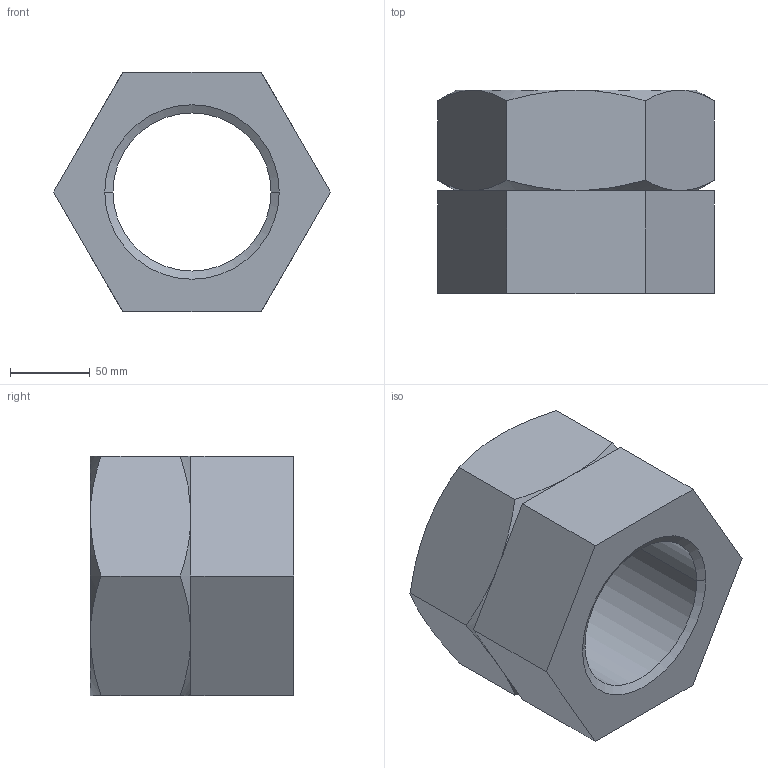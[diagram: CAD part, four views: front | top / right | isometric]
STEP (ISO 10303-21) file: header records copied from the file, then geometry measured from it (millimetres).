
FILE_DESCRIPTION((''),'2;1');
FILE_NAME('0RBSC105_____0','2019-10-29T14:10:21',('kim.bk'),(''),'CREO PARAMETRIC BY PTC INC, 2019010','CREO PARAMETRIC BY PTC INC, 2019010','');
FILE_SCHEMA(('CONFIG_CONTROL_DESIGN'));
Length unit declared in the file: millimetre
Products named in the file (1): 0RBSC105_____0
Bounding box: 173.21 x 127.4 x 150 mm (x, y, z)
Volume: 1488296.1 mm3; surface area: 171641.6 mm2
Topology: 2 solids, 2 shells, 340 faces, 941 edges, 624 vertices
Faces by surface type: plane 316, cone 20, cylinder 4
Entity records: 10777 total; most frequent: CARTESIAN_POINT 2049, ORIENTED_EDGE 1882, DIRECTION 1629, EDGE_CURVE 941, VECTOR 885, LINE 885, VERTEX_POINT 624, AXIS2_PLACEMENT_3D 372
